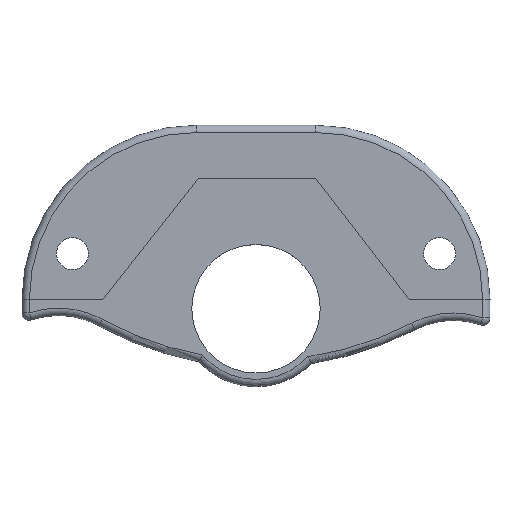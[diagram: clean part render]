
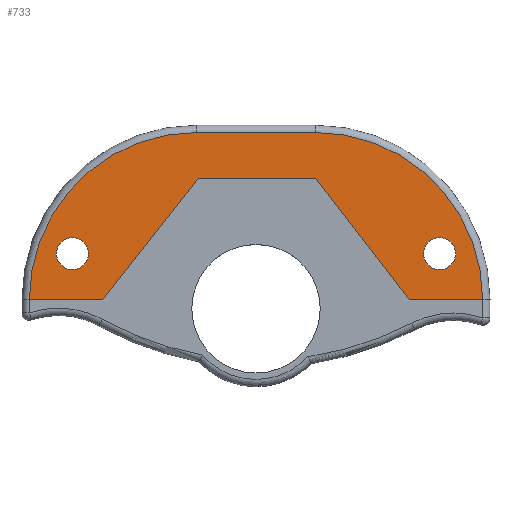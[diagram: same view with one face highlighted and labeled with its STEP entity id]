
A CAD part, top view. The second image highlights one B-rep face of the part: STEP entity #733.
In plain terms, the highlighted planar face has unit normal (0, 0, 1).
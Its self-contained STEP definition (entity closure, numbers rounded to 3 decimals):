
#37=FACE_BOUND('',#182,.T.);
#38=FACE_BOUND('',#183,.T.);
#44=CIRCLE('',#802,18.2);
#46=CIRCLE('',#806,18.2);
#47=CIRCLE('',#808,1.75);
#48=CIRCLE('',#809,1.75);
#131=FACE_OUTER_BOUND('',#181,.T.);
#181=EDGE_LOOP('',(#525,#526,#527,#528,#529,#530,#531,#532));
#182=EDGE_LOOP('',(#533));
#183=EDGE_LOOP('',(#534));
#231=LINE('',#1181,#277);
#234=LINE('',#1187,#280);
#237=LINE('',#1193,#283);
#240=LINE('',#1199,#286);
#243=LINE('',#1205,#289);
#247=LINE('',#1217,#293);
#277=VECTOR('',#911,10.);
#280=VECTOR('',#916,10.);
#283=VECTOR('',#921,10.);
#286=VECTOR('',#926,10.);
#289=VECTOR('',#931,10.);
#293=VECTOR('',#943,10.);
#323=VERTEX_POINT('',#1178);
#324=VERTEX_POINT('',#1180);
#326=VERTEX_POINT('',#1186);
#328=VERTEX_POINT('',#1192);
#330=VERTEX_POINT('',#1198);
#332=VERTEX_POINT('',#1204);
#334=VERTEX_POINT('',#1210);
#336=VERTEX_POINT('',#1216);
#337=VERTEX_POINT('',#1223);
#338=VERTEX_POINT('',#1225);
#385=EDGE_CURVE('',#324,#323,#231,.T.);
#388=EDGE_CURVE('',#326,#324,#234,.T.);
#391=EDGE_CURVE('',#328,#326,#237,.T.);
#394=EDGE_CURVE('',#330,#328,#240,.T.);
#397=EDGE_CURVE('',#332,#330,#243,.T.);
#400=EDGE_CURVE('',#334,#332,#44,.T.);
#403=EDGE_CURVE('',#336,#334,#247,.T.);
#406=EDGE_CURVE('',#323,#336,#46,.T.);
#407=EDGE_CURVE('',#337,#337,#47,.T.);
#408=EDGE_CURVE('',#338,#338,#48,.T.);
#525=ORIENTED_EDGE('',*,*,#406,.T.);
#526=ORIENTED_EDGE('',*,*,#403,.T.);
#527=ORIENTED_EDGE('',*,*,#400,.T.);
#528=ORIENTED_EDGE('',*,*,#397,.T.);
#529=ORIENTED_EDGE('',*,*,#394,.T.);
#530=ORIENTED_EDGE('',*,*,#391,.T.);
#531=ORIENTED_EDGE('',*,*,#388,.T.);
#532=ORIENTED_EDGE('',*,*,#385,.T.);
#533=ORIENTED_EDGE('',*,*,#407,.T.);
#534=ORIENTED_EDGE('',*,*,#408,.T.);
#719=PLANE('',#807);
#733=ADVANCED_FACE('',(#131,#37,#38),#719,.T.);
#802=AXIS2_PLACEMENT_3D('',#1211,#937,#938);
#806=AXIS2_PLACEMENT_3D('',#1221,#949,#950);
#807=AXIS2_PLACEMENT_3D('',#1222,#951,#952);
#808=AXIS2_PLACEMENT_3D('',#1224,#953,#954);
#809=AXIS2_PLACEMENT_3D('',#1226,#955,#956);
#911=DIRECTION('',(1.,0.,0.));
#916=DIRECTION('',(0.611,-0.791,0.));
#921=DIRECTION('',(1.,0.,0.));
#926=DIRECTION('',(0.62,0.785,0.));
#931=DIRECTION('',(1.,0.,0.));
#937=DIRECTION('center_axis',(0.,0.,1.));
#938=DIRECTION('ref_axis',(0.,1.,0.));
#943=DIRECTION('',(-1.,0.,0.));
#949=DIRECTION('center_axis',(0.,0.,1.));
#950=DIRECTION('ref_axis',(1.,0.,0.));
#951=DIRECTION('center_axis',(0.,0.,1.));
#952=DIRECTION('ref_axis',(1.,0.,0.));
#953=DIRECTION('center_axis',(0.,0.,-1.));
#954=DIRECTION('ref_axis',(-1.,0.,0.));
#955=DIRECTION('center_axis',(0.,0.,-1.));
#956=DIRECTION('ref_axis',(-1.,0.,0.));
#1178=CARTESIAN_POINT('',(24.7,-7.5,8.));
#1180=CARTESIAN_POINT('',(16.7,-7.5,8.));
#1181=CARTESIAN_POINT('',(16.7,-7.5,8.));
#1186=CARTESIAN_POINT('',(6.5,5.7,8.));
#1187=CARTESIAN_POINT('',(6.5,5.7,8.));
#1192=CARTESIAN_POINT('',(-6.281,5.7,8.));
#1193=CARTESIAN_POINT('',(-6.281,5.7,8.));
#1198=CARTESIAN_POINT('',(-16.7,-7.5,8.));
#1199=CARTESIAN_POINT('',(-16.7,-7.5,8.));
#1204=CARTESIAN_POINT('',(-24.7,-7.5,8.));
#1205=CARTESIAN_POINT('',(-24.7,-7.5,8.));
#1210=CARTESIAN_POINT('',(-6.5,10.7,8.));
#1211=CARTESIAN_POINT('Origin',(-6.5,-7.5,8.));
#1216=CARTESIAN_POINT('',(6.5,10.7,8.));
#1217=CARTESIAN_POINT('',(6.5,10.7,8.));
#1221=CARTESIAN_POINT('Origin',(6.5,-7.5,8.));
#1222=CARTESIAN_POINT('Origin',(0.,1.6,
8.));
#1223=CARTESIAN_POINT('',(21.75,-2.5,8.));
#1224=CARTESIAN_POINT('Origin',(20.,-2.5,8.));
#1225=CARTESIAN_POINT('',(-18.25,-2.5,8.));
#1226=CARTESIAN_POINT('Origin',(-20.,-2.5,8.));
